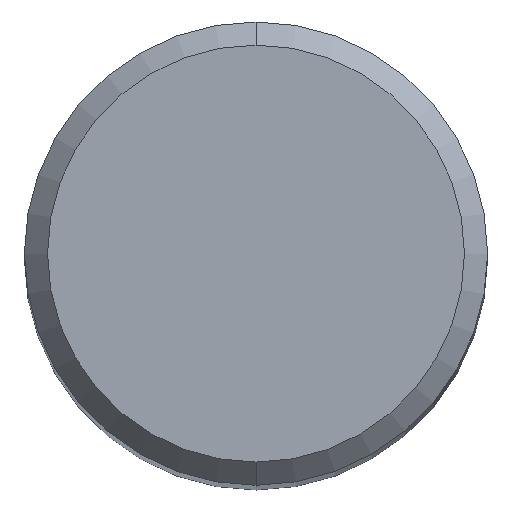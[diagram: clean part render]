
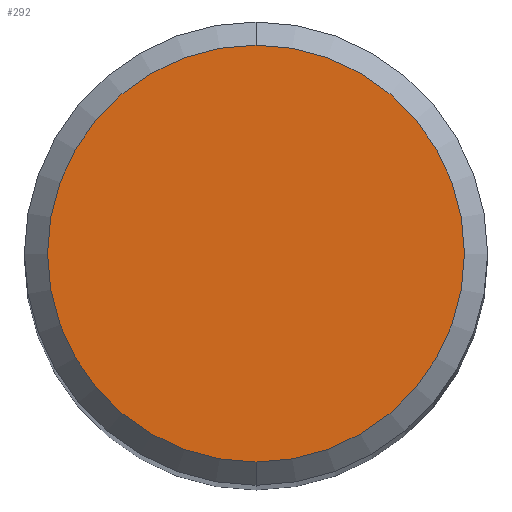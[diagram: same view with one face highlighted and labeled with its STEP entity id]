
A CAD part, top view. The second image highlights one B-rep face of the part: STEP entity #292.
In plain terms, the highlighted planar face has unit normal (0, 0, 1).
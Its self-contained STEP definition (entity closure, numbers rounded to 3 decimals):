
#186=EDGE_CURVE('',#254,#440,#488,.T.);
#254=VERTEX_POINT('',#565);
#292=ADVANCED_FACE('',(#607),#608,.T.);
#366=EDGE_CURVE('',#440,#254,#692,.T.);
#440=VERTEX_POINT('',#770);
#488=CIRCLE('',#869,4.5);
#565=CARTESIAN_POINT('',(0.,-4.5,0.0));
#607=FACE_OUTER_BOUND('',#1120,.T.);
#608=PLANE('',#1121);
#692=CIRCLE('',#1269,4.5);
#770=CARTESIAN_POINT('',(0.0,4.5,0.0));
#869=AXIS2_PLACEMENT_3D('',#1466,#1467,#1468);
#1120=EDGE_LOOP('',(#1621,#1622));
#1121=AXIS2_PLACEMENT_3D('',#1623,#1624,#1625);
#1269=AXIS2_PLACEMENT_3D('',#1724,#1725,#1726);
#1466=CARTESIAN_POINT('',(0.0,0.0,0.0));
#1467=DIRECTION('',(0.0,0.0,-1.0));
#1468=DIRECTION('',(0.0,1.0,0.0));
#1621=ORIENTED_EDGE('',*,*,#366,.F.);
#1622=ORIENTED_EDGE('',*,*,#186,.F.);
#1623=CARTESIAN_POINT('',(0.0,2.25,0.0));
#1624=DIRECTION('',(-0.0,0.0,1.0));
#1625=DIRECTION('',(0.0,-1.0,0.0));
#1724=CARTESIAN_POINT('',(0.0,0.0,0.0));
#1725=DIRECTION('',(0.0,0.0,-1.0));
#1726=DIRECTION('',(0.0,1.0,0.0));
